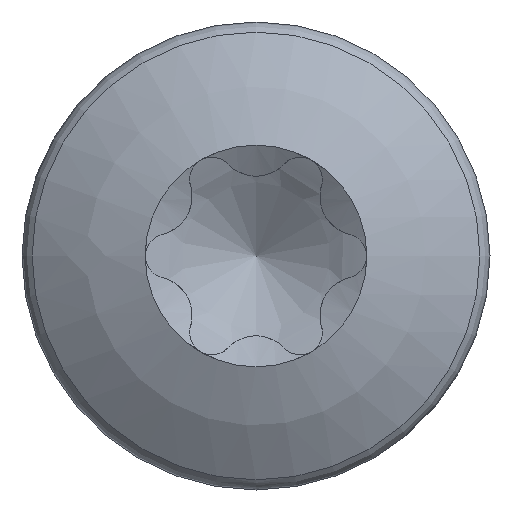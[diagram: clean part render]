
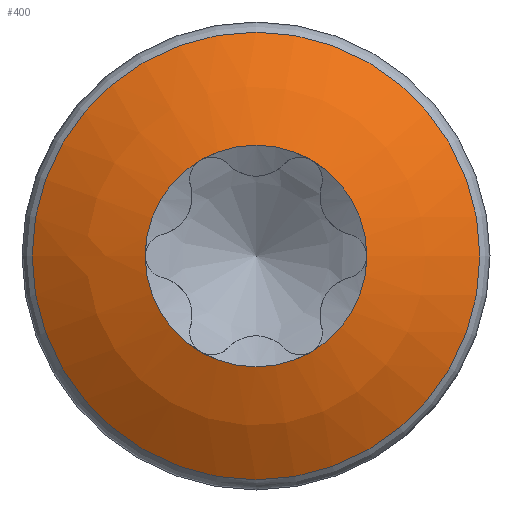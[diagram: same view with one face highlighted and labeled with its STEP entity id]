
A CAD part, left-side view. The second image highlights one B-rep face of the part: STEP entity #400.
In plain terms, the highlighted spherical face has radius 8 mm.
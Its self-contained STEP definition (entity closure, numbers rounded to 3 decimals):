
#83=SPHERICAL_SURFACE('',#445,8.);
#94=ORIENTED_EDGE('',*,*,#204,.T.);
#95=ORIENTED_EDGE('',*,*,#205,.T.);
#96=ORIENTED_EDGE('',*,*,#206,.T.);
#97=ORIENTED_EDGE('',*,*,#207,.T.);
#98=ORIENTED_EDGE('',*,*,#208,.T.);
#99=ORIENTED_EDGE('',*,*,#209,.T.);
#100=ORIENTED_EDGE('',*,*,#203,.F.);
#203=EDGE_CURVE('',#259,#259,#298,.T.);
#204=EDGE_CURVE('',#260,#261,#299,.T.);
#205=EDGE_CURVE('',#261,#262,#300,.T.);
#206=EDGE_CURVE('',#262,#263,#301,.T.);
#207=EDGE_CURVE('',#263,#264,#302,.T.);
#208=EDGE_CURVE('',#264,#265,#303,.T.);
#209=EDGE_CURVE('',#265,#260,#304,.T.);
#259=VERTEX_POINT('',#589);
#260=VERTEX_POINT('',#592);
#261=VERTEX_POINT('',#593);
#262=VERTEX_POINT('',#595);
#263=VERTEX_POINT('',#597);
#264=VERTEX_POINT('',#599);
#265=VERTEX_POINT('',#601);
#298=CIRCLE('',#444,4.545);
#299=CIRCLE('',#446,2.25);
#300=CIRCLE('',#447,2.25);
#301=CIRCLE('',#448,2.25);
#302=CIRCLE('',#449,2.25);
#303=CIRCLE('',#450,2.25);
#304=CIRCLE('',#451,2.25);
#315=EDGE_LOOP('',(#94,#95,#96,#97,#98,#99));
#316=EDGE_LOOP('',(#100));
#351=FACE_BOUND('',#315,.T.);
#352=FACE_BOUND('',#316,.T.);
#400=ADVANCED_FACE('',(#351,#352),#83,.T.);
#444=AXIS2_PLACEMENT_3D('',#588,#494,#495);
#445=AXIS2_PLACEMENT_3D('',#590,#496,#497);
#446=AXIS2_PLACEMENT_3D('',#591,#498,#499);
#447=AXIS2_PLACEMENT_3D('',#594,#500,#501);
#448=AXIS2_PLACEMENT_3D('',#596,#502,#503);
#449=AXIS2_PLACEMENT_3D('',#598,#504,#505);
#450=AXIS2_PLACEMENT_3D('',#600,#506,#507);
#451=AXIS2_PLACEMENT_3D('',#602,#508,#509);
#494=DIRECTION('',(1.,0.,0.));
#495=DIRECTION('',(0.,0.,-1.));
#496=DIRECTION('',(1.,0.,0.));
#497=DIRECTION('',(0.,1.,0.));
#498=DIRECTION('',(1.,0.,0.));
#499=DIRECTION('',(0.,0.,-1.));
#500=DIRECTION('',(1.,0.,0.));
#501=DIRECTION('',(0.,0.,-1.));
#502=DIRECTION('',(1.,0.,0.));
#503=DIRECTION('',(0.,0.,-1.));
#504=DIRECTION('',(1.,0.,0.));
#505=DIRECTION('',(0.,0.,-1.));
#506=DIRECTION('',(1.,0.,0.));
#507=DIRECTION('',(0.,0.,-1.));
#508=DIRECTION('',(1.,0.,0.));
#509=DIRECTION('',(0.,0.,-1.));
#588=CARTESIAN_POINT('',(-2.607,0.,0.));
#589=CARTESIAN_POINT('',(-2.607,0.,-4.545));
#590=CARTESIAN_POINT('',(3.977,0.,0.));
#591=CARTESIAN_POINT('',(-3.7,0.,0.));
#592=CARTESIAN_POINT('',(-3.7,1.125,-1.949));
#593=CARTESIAN_POINT('',(-3.7,2.25,0.));
#594=CARTESIAN_POINT('',(-3.7,0.,0.));
#595=CARTESIAN_POINT('',(-3.7,1.125,1.949));
#596=CARTESIAN_POINT('',(-3.7,0.,0.));
#597=CARTESIAN_POINT('',(-3.7,-1.125,1.949));
#598=CARTESIAN_POINT('',(-3.7,0.,0.));
#599=CARTESIAN_POINT('',(-3.7,-2.25,0.));
#600=CARTESIAN_POINT('',(-3.7,0.,0.));
#601=CARTESIAN_POINT('',(-3.7,-1.125,-1.949));
#602=CARTESIAN_POINT('',(-3.7,0.,0.));
